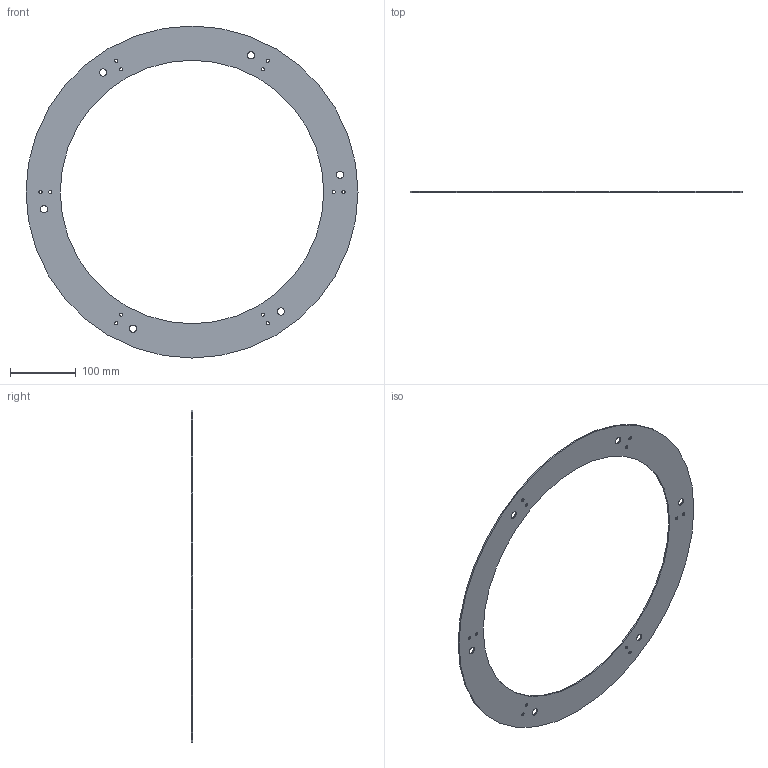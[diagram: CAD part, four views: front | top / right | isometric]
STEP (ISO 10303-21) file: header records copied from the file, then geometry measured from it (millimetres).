
FILE_DESCRIPTION(/* description */ (''),/* implementation_level */ '2;1');
FILE_NAME(/* name */ 'botte_kant.stp',/* time_stamp */ '2025-04-16T11:57:04+02:00',/* author */ ('saeth'),/* organization */ (''),/* preprocessor_version */ 'ST-DEVELOPER v20',/* originating_system */ 'Autodesk Inventor 2025',/* authorisation */ '');
FILE_SCHEMA (('AUTOMOTIVE_DESIGN { 1 0 10303 214 3 1 1 }'));
Length unit declared in the file: millimetre
Products named in the file (1): botte_kant
Bounding box: 504 x 2 x 504 mm (x, y, z)
Volume: 146087 mm3; surface area: 152551.2 mm2
Topology: 1 solids, 1 shells, 22 faces, 64 edges, 50 vertices
Faces by surface type: cylinder 20, plane 2
Full cylindrical faces by diameter (mm): 4.9 x12, 11 x6, 400 x1, 504 x1
Entity records: 883 total; most frequent: DIRECTION 150, CARTESIAN_POINT 133, ORIENTED_EDGE 120, AXIS2_PLACEMENT_3D 65, EDGE_LOOP 60, EDGE_CURVE 60, CIRCLE 42, VERTEX_POINT 40
